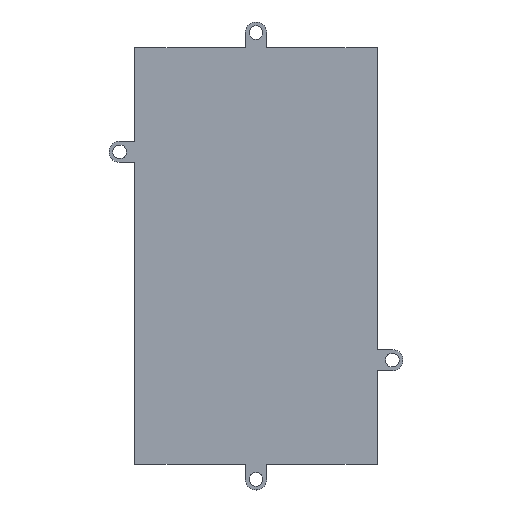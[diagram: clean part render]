
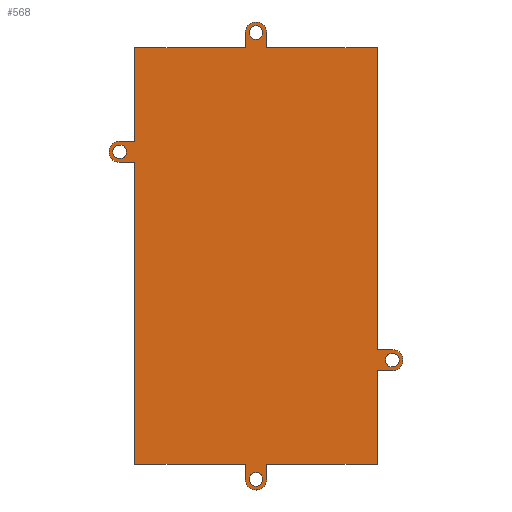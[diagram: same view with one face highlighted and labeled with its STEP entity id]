
A CAD part, top view. The second image highlights one B-rep face of the part: STEP entity #568.
In plain terms, the highlighted planar face has unit normal (0, 0, 1).
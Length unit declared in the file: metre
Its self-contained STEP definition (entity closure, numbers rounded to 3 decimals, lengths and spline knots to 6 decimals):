
#17=CIRCLE('',#773,0.0035);
#19=CIRCLE('',#780,0.0035);
#21=CIRCLE('',#787,0.0035);
#23=CIRCLE('',#794,0.0035);
#25=CIRCLE('',#797,0.00225);
#27=CIRCLE('',#800,0.00225);
#29=CIRCLE('',#803,0.00225);
#31=CIRCLE('',#807,0.00225);
#132=ORIENTED_EDGE('',*,*,#190,.T.);
#133=ORIENTED_EDGE('',*,*,#253,.F.);
#134=ORIENTED_EDGE('',*,*,#244,.F.);
#135=ORIENTED_EDGE('',*,*,#241,.T.);
#136=ORIENTED_EDGE('',*,*,#238,.T.);
#137=ORIENTED_EDGE('',*,*,#235,.T.);
#138=ORIENTED_EDGE('',*,*,#232,.F.);
#139=ORIENTED_EDGE('',*,*,#229,.F.);
#140=ORIENTED_EDGE('',*,*,#226,.T.);
#141=ORIENTED_EDGE('',*,*,#223,.T.);
#142=ORIENTED_EDGE('',*,*,#220,.T.);
#143=ORIENTED_EDGE('',*,*,#217,.F.);
#144=ORIENTED_EDGE('',*,*,#214,.F.);
#145=ORIENTED_EDGE('',*,*,#211,.T.);
#146=ORIENTED_EDGE('',*,*,#208,.T.);
#147=ORIENTED_EDGE('',*,*,#205,.T.);
#148=ORIENTED_EDGE('',*,*,#202,.F.);
#149=ORIENTED_EDGE('',*,*,#199,.F.);
#150=ORIENTED_EDGE('',*,*,#196,.T.);
#151=ORIENTED_EDGE('',*,*,#193,.T.);
#152=ORIENTED_EDGE('',*,*,#251,.T.);
#153=ORIENTED_EDGE('',*,*,#249,.T.);
#154=ORIENTED_EDGE('',*,*,#247,.T.);
#155=ORIENTED_EDGE('',*,*,#255,.T.);
#190=EDGE_CURVE('',#263,#262,#310,.T.);
#193=EDGE_CURVE('',#265,#263,#313,.T.);
#196=EDGE_CURVE('',#267,#265,#316,.T.);
#199=EDGE_CURVE('',#267,#269,#17,.T.);
#202=EDGE_CURVE('',#269,#271,#320,.T.);
#205=EDGE_CURVE('',#273,#271,#323,.T.);
#208=EDGE_CURVE('',#275,#273,#326,.T.);
#211=EDGE_CURVE('',#277,#275,#329,.T.);
#214=EDGE_CURVE('',#277,#279,#19,.T.);
#217=EDGE_CURVE('',#279,#281,#333,.T.);
#220=EDGE_CURVE('',#283,#281,#336,.T.);
#223=EDGE_CURVE('',#285,#283,#339,.T.);
#226=EDGE_CURVE('',#287,#285,#342,.T.);
#229=EDGE_CURVE('',#287,#289,#21,.T.);
#232=EDGE_CURVE('',#289,#291,#346,.T.);
#235=EDGE_CURVE('',#293,#291,#349,.T.);
#238=EDGE_CURVE('',#295,#293,#352,.T.);
#241=EDGE_CURVE('',#297,#295,#355,.T.);
#244=EDGE_CURVE('',#297,#299,#23,.T.);
#247=EDGE_CURVE('',#301,#301,#25,.T.);
#249=EDGE_CURVE('',#303,#303,#27,.T.);
#251=EDGE_CURVE('',#305,#305,#29,.T.);
#253=EDGE_CURVE('',#299,#262,#359,.T.);
#255=EDGE_CURVE('',#307,#307,#31,.T.);
#262=VERTEX_POINT('',#978);
#263=VERTEX_POINT('',#980);
#265=VERTEX_POINT('',#986);
#267=VERTEX_POINT('',#992);
#269=VERTEX_POINT('',#998);
#271=VERTEX_POINT('',#1004);
#273=VERTEX_POINT('',#1010);
#275=VERTEX_POINT('',#1016);
#277=VERTEX_POINT('',#1022);
#279=VERTEX_POINT('',#1028);
#281=VERTEX_POINT('',#1034);
#283=VERTEX_POINT('',#1040);
#285=VERTEX_POINT('',#1046);
#287=VERTEX_POINT('',#1052);
#289=VERTEX_POINT('',#1058);
#291=VERTEX_POINT('',#1064);
#293=VERTEX_POINT('',#1070);
#295=VERTEX_POINT('',#1076);
#297=VERTEX_POINT('',#1082);
#299=VERTEX_POINT('',#1088);
#301=VERTEX_POINT('',#1094);
#303=VERTEX_POINT('',#1099);
#305=VERTEX_POINT('',#1104);
#307=VERTEX_POINT('',#1112);
#310=LINE('',#979,#362);
#313=LINE('',#985,#365);
#316=LINE('',#991,#368);
#320=LINE('',#1003,#372);
#323=LINE('',#1009,#375);
#326=LINE('',#1015,#378);
#329=LINE('',#1021,#381);
#333=LINE('',#1033,#385);
#336=LINE('',#1039,#388);
#339=LINE('',#1045,#391);
#342=LINE('',#1051,#394);
#346=LINE('',#1063,#398);
#349=LINE('',#1069,#401);
#352=LINE('',#1075,#404);
#355=LINE('',#1081,#407);
#359=LINE('',#1107,#411);
#362=VECTOR('',#824,1.);
#365=VECTOR('',#829,1.);
#368=VECTOR('',#834,1.);
#372=VECTOR('',#846,1.);
#375=VECTOR('',#851,1.);
#378=VECTOR('',#856,1.);
#381=VECTOR('',#861,1.);
#385=VECTOR('',#873,1.);
#388=VECTOR('',#878,1.);
#391=VECTOR('',#883,1.);
#394=VECTOR('',#888,1.);
#398=VECTOR('',#900,1.);
#401=VECTOR('',#905,1.);
#404=VECTOR('',#910,1.);
#407=VECTOR('',#915,1.);
#411=VECTOR('',#945,1.);
#440=EDGE_LOOP('',(#132,#133,#134,#135,#136,#137,#138,#139,#140,#141,#142,
#143,#144,#145,#146,#147,#148,#149,#150,#151));
#441=EDGE_LOOP('',(#152));
#442=EDGE_LOOP('',(#153));
#443=EDGE_LOOP('',(#154));
#444=EDGE_LOOP('',(#155));
#482=FACE_BOUND('',#440,.T.);
#483=FACE_BOUND('',#441,.T.);
#484=FACE_BOUND('',#442,.T.);
#485=FACE_BOUND('',#443,.T.);
#486=FACE_BOUND('',#444,.T.);
#512=PLANE('',#808);
#568=ADVANCED_FACE('',(#482,#483,#484,#485,#486),#512,.F.);
#773=AXIS2_PLACEMENT_3D('',#997,#840,#841);
#780=AXIS2_PLACEMENT_3D('',#1027,#867,#868);
#787=AXIS2_PLACEMENT_3D('',#1057,#894,#895);
#794=AXIS2_PLACEMENT_3D('',#1087,#921,#922);
#797=AXIS2_PLACEMENT_3D('',#1093,#928,#929);
#800=AXIS2_PLACEMENT_3D('',#1098,#934,#935);
#803=AXIS2_PLACEMENT_3D('',#1103,#940,#941);
#807=AXIS2_PLACEMENT_3D('',#1111,#950,#951);
#808=AXIS2_PLACEMENT_3D('',#1113,#952,#953);
#824=DIRECTION('',(0.,1.,0.));
#829=DIRECTION('',(1.,0.,0.));
#834=DIRECTION('',(0.,1.,0.));
#840=DIRECTION('',(0.,0.,-1.));
#841=DIRECTION('',(-1.,0.,0.));
#846=DIRECTION('',(0.,1.,0.));
#851=DIRECTION('',(1.,0.,0.));
#856=DIRECTION('',(0.,-1.,0.));
#861=DIRECTION('',(1.,0.,0.));
#867=DIRECTION('',(0.,0.,-1.));
#868=DIRECTION('',(-1.,0.,0.));
#873=DIRECTION('',(1.,0.,0.));
#878=DIRECTION('',(0.,-1.,0.));
#883=DIRECTION('',(-1.,0.,0.));
#888=DIRECTION('',(0.,-1.,0.));
#894=DIRECTION('',(0.,0.,-1.));
#895=DIRECTION('',(-1.,0.,0.));
#900=DIRECTION('',(0.,-1.,0.));
#905=DIRECTION('',(-1.,0.,0.));
#910=DIRECTION('',(0.,1.,0.));
#915=DIRECTION('',(-1.,0.,0.));
#921=DIRECTION('',(0.,0.,-1.));
#922=DIRECTION('',(-1.,0.,0.));
#928=DIRECTION('',(0.,0.,-1.));
#929=DIRECTION('',(-1.,0.,0.));
#934=DIRECTION('',(0.,0.,-1.));
#935=DIRECTION('',(-1.,0.,0.));
#940=DIRECTION('',(0.,0.,-1.));
#941=DIRECTION('',(-1.,0.,0.));
#945=DIRECTION('',(-1.,0.,0.));
#950=DIRECTION('',(0.,0.,-1.));
#951=DIRECTION('',(-1.,0.,0.));
#952=DIRECTION('',(0.,0.,-1.));
#953=DIRECTION('',(1.,0.,0.));
#978=CARTESIAN_POINT('',(0.04,-0.063125,0.0035));
#979=CARTESIAN_POINT('',(0.04,-0.07325,0.0035));
#980=CARTESIAN_POINT('',(0.04,-0.094,0.0035));
#985=CARTESIAN_POINT('',(0.02,-0.094,0.0035));
#986=CARTESIAN_POINT('',(0.0035,-0.094,0.0035));
#991=CARTESIAN_POINT('',(0.0035,-0.0965,0.0035));
#992=CARTESIAN_POINT('',(0.0035,-0.099,0.0035));
#997=CARTESIAN_POINT('',(0.,-0.099,0.0035));
#998=CARTESIAN_POINT('',(-0.0035,-0.099,0.0035));
#1003=CARTESIAN_POINT('',(-0.0035,-0.0965,0.0035));
#1004=CARTESIAN_POINT('',(-0.0035,-0.094,0.0035));
#1009=CARTESIAN_POINT('',(0.02,-0.094,0.0035));
#1010=CARTESIAN_POINT('',(-0.04,-0.094,0.0035));
#1015=CARTESIAN_POINT('',(-0.04,-0.07325,0.0035));
#1016=CARTESIAN_POINT('',(-0.04,0.005625,0.0035));
#1021=CARTESIAN_POINT('',(-0.0425,0.005625,0.0035));
#1022=CARTESIAN_POINT('',(-0.045,0.005625,0.0035));
#1027=CARTESIAN_POINT('',(-0.045,0.009125,0.0035));
#1028=CARTESIAN_POINT('',(-0.045,0.012625,0.0035));
#1033=CARTESIAN_POINT('',(-0.0425,0.012625,0.0035));
#1034=CARTESIAN_POINT('',(-0.04,0.012625,0.0035));
#1039=CARTESIAN_POINT('',(-0.04,-0.07325,0.0035));
#1040=CARTESIAN_POINT('',(-0.04,0.0435,0.0035));
#1045=CARTESIAN_POINT('',(0.,0.0435,0.0035));
#1046=CARTESIAN_POINT('',(-0.0035,0.0435,0.0035));
#1051=CARTESIAN_POINT('',(-0.0035,0.046,0.0035));
#1052=CARTESIAN_POINT('',(-0.0035,0.0485,0.0035));
#1057=CARTESIAN_POINT('',(0.,0.0485,0.0035));
#1058=CARTESIAN_POINT('',(0.0035,0.0485,0.0035));
#1063=CARTESIAN_POINT('',(0.0035,0.046,0.0035));
#1064=CARTESIAN_POINT('',(0.0035,0.0435,0.0035));
#1069=CARTESIAN_POINT('',(0.,0.0435,0.0035));
#1070=CARTESIAN_POINT('',(0.04,0.0435,0.0035));
#1075=CARTESIAN_POINT('',(0.04,-0.07325,0.0035));
#1076=CARTESIAN_POINT('',(0.04,-0.056125,0.0035));
#1081=CARTESIAN_POINT('',(0.0425,-0.056125,0.0035));
#1082=CARTESIAN_POINT('',(0.045,-0.056125,0.0035));
#1087=CARTESIAN_POINT('',(0.045,-0.059625,0.0035));
#1088=CARTESIAN_POINT('',(0.045,-0.063125,0.0035));
#1093=CARTESIAN_POINT('',(-0.045,0.009125,0.0035));
#1094=CARTESIAN_POINT('',(-0.04725,0.009125,0.0035));
#1098=CARTESIAN_POINT('',(0.,0.0485,0.0035));
#1099=CARTESIAN_POINT('',(-0.00225,0.0485,0.0035));
#1103=CARTESIAN_POINT('',(0.045,-0.059625,0.0035));
#1104=CARTESIAN_POINT('',(0.04275,-0.059625,0.0035));
#1107=CARTESIAN_POINT('',(0.0425,-0.063125,0.0035));
#1111=CARTESIAN_POINT('',(0.,-0.099,0.0035));
#1112=CARTESIAN_POINT('',(-0.00225,-0.099,0.0035));
#1113=CARTESIAN_POINT('',(0.,-0.025,0.0035));
